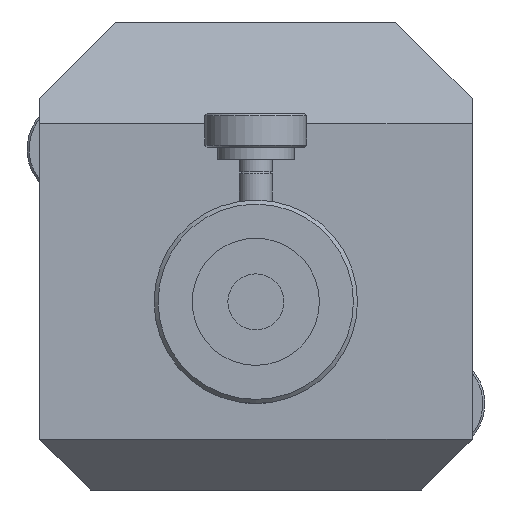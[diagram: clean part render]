
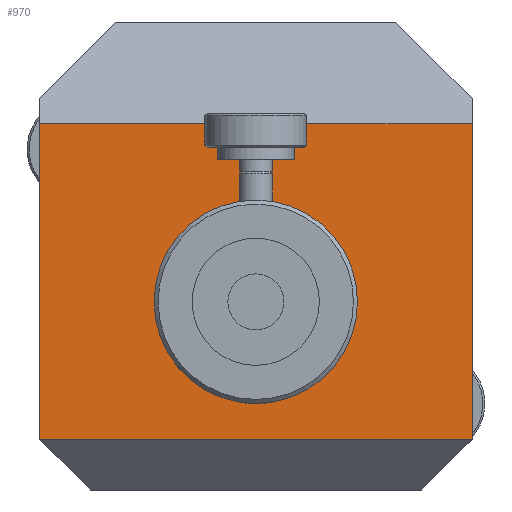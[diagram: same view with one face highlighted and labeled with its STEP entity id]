
A CAD part, left-side view. The second image highlights one B-rep face of the part: STEP entity #970.
In plain terms, the highlighted planar face has unit normal (-1, 0, 0).
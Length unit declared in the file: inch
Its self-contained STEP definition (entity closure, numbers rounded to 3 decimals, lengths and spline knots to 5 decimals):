
#237=CARTESIAN_POINT('',(0.0,0.0,0.25));
#238=VERTEX_POINT('',#237);
#874=CARTESIAN_POINT('',(0.0,0.0,1.8));
#875=VERTEX_POINT('',#874);
#882=CARTESIAN_POINT('',(0.0,0.0,0.25));
#883=DIRECTION('',(0.0,0.0,1.0));
#884=VECTOR('',#883,1.55);
#885=LINE('',#882,#884);
#886=EDGE_CURVE('',#238,#875,#885,.T.);
#911=CARTESIAN_POINT('',(0.,2.125,1.8));
#912=VERTEX_POINT('',#911);
#919=CARTESIAN_POINT('',(0.,2.125,1.8));
#920=DIRECTION('',(0.0,-1.0,0.0));
#921=VECTOR('',#920,2.125);
#922=LINE('',#919,#921);
#923=EDGE_CURVE('',#912,#875,#922,.T.);
#936=CARTESIAN_POINT('',(0.0,0.0,0.0));
#937=DIRECTION('',(-1.0,0.0,0.0));
#938=DIRECTION('',(0.0,0.0,1.0));
#939=AXIS2_PLACEMENT_3D('',#936,#937,#938);
#940=PLANE('',#939);
#941=ORIENTED_EDGE('',*,*,#923,.F.);
#942=CARTESIAN_POINT('',(0.,2.125,0.25));
#943=VERTEX_POINT('',#942);
#944=CARTESIAN_POINT('',(0.,2.125,0.25));
#945=DIRECTION('',(0.0,0.0,1.0));
#946=VECTOR('',#945,1.55);
#947=LINE('',#944,#946);
#948=EDGE_CURVE('',#943,#912,#947,.T.);
#949=ORIENTED_EDGE('',*,*,#948,.F.);
#950=CARTESIAN_POINT('',(0.0,0.0,0.25));
#951=DIRECTION('',(0.0,1.0,0.0));
#952=VECTOR('',#951,2.125);
#953=LINE('',#950,#952);
#954=EDGE_CURVE('',#238,#943,#953,.T.);
#955=ORIENTED_EDGE('',*,*,#954,.F.);
#956=ORIENTED_EDGE('',*,*,#886,.T.);
#957=EDGE_LOOP('',(#941,#949,#955,#956));
#958=FACE_OUTER_BOUND('',#957,.T.);
#959=CARTESIAN_POINT('',(0.,1.063,1.3145));
#960=VERTEX_POINT('',#959);
#961=CARTESIAN_POINT('',(0.0,1.063,0.925));
#962=DIRECTION('',(1.0,0.0,0.0));
#963=DIRECTION('',(0.0,0.0,-1.0));
#964=AXIS2_PLACEMENT_3D('',#961,#962,#963);
#965=CIRCLE('',#964,0.3895);
#966=EDGE_CURVE('',#960,#960,#965,.T.);
#967=ORIENTED_EDGE('',*,*,#966,.T.);
#968=EDGE_LOOP('',(#967));
#969=FACE_BOUND('',#968,.T.);
#970=ADVANCED_FACE('',(#958,#969),#940,.T.);
